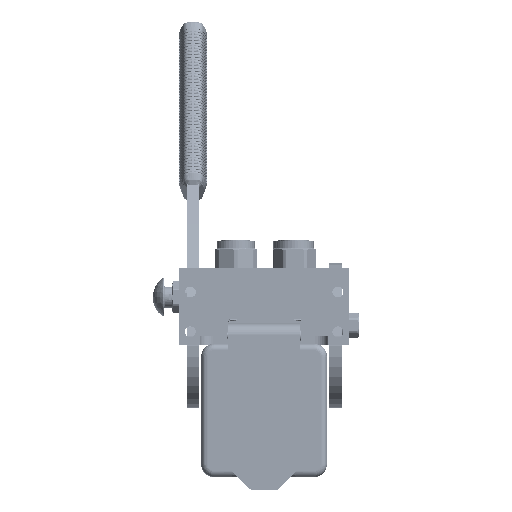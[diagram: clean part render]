
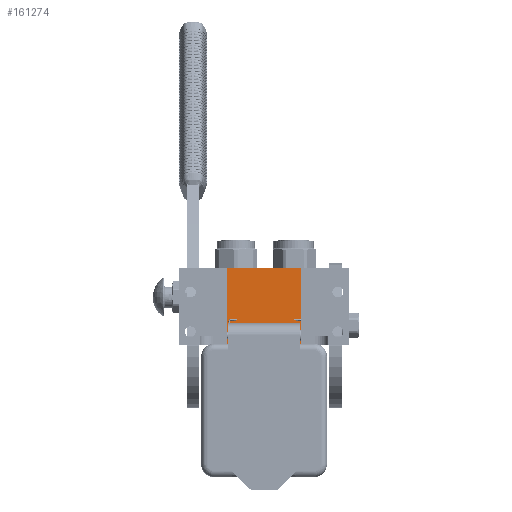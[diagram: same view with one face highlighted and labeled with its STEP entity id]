
A CAD part, left-side view. The second image highlights one B-rep face of the part: STEP entity #161274.
In plain terms, the highlighted face is planar.
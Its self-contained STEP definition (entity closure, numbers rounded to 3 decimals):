
#2392 = LINE ( 'NONE', #51625, #162356 ) ;
#13286 = CARTESIAN_POINT ( 'NONE',  ( 29., 0., -107.5 ) ) ;
#15833 = DIRECTION ( 'NONE',  ( -1., 0., 0. ) ) ;
#18523 = CARTESIAN_POINT ( 'NONE',  ( -29., 60.2, -107.5 ) ) ;
#21930 = CARTESIAN_POINT ( 'NONE',  ( 29., 60.2, -107.5 ) ) ;
#21965 = ORIENTED_EDGE ( 'NONE', *, *, #84499, .T. ) ;
#22967 = CARTESIAN_POINT ( 'NONE',  ( -29., 0., -107.5 ) ) ;
#30800 = FACE_OUTER_BOUND ( 'NONE', #76348, .T. ) ;
#51512 = LINE ( 'NONE', #107415, #154619 ) ;
#51625 = CARTESIAN_POINT ( 'NONE',  ( 29., 0., -107.5 ) ) ;
#52307 = CARTESIAN_POINT ( 'NONE',  ( 29., 60.2, -107.5 ) ) ;
#53106 = ORIENTED_EDGE ( 'NONE', *, *, #111884, .T. ) ;
#54875 = LINE ( 'NONE', #13286, #61119 ) ;
#57641 = EDGE_CURVE ( 'NONE', #155704, #73543, #80677, .T. ) ;
#61119 = VECTOR ( 'NONE', #66237, 1000. ) ;
#65514 = VERTEX_POINT ( 'NONE', #22967 ) ;
#65858 = DIRECTION ( 'NONE',  ( -1., 0., 0. ) ) ;
#66237 = DIRECTION ( 'NONE',  ( 0., 1., 0. ) ) ;
#68279 = VERTEX_POINT ( 'NONE', #134622 ) ;
#73543 = VERTEX_POINT ( 'NONE', #18523 ) ;
#76348 = EDGE_LOOP ( 'NONE', ( #53106, #87982, #172345, #21965 ) ) ;
#80677 = LINE ( 'NONE', #52307, #156419 ) ;
#84102 = CARTESIAN_POINT ( 'NONE',  ( 29., 0., -107.5 ) ) ;
#84499 = EDGE_CURVE ( 'NONE', #68279, #65514, #2392, .T. ) ;
#87982 = ORIENTED_EDGE ( 'NONE', *, *, #57641, .F. ) ;
#107415 = CARTESIAN_POINT ( 'NONE',  ( -29., 0., -107.5 ) ) ;
#111884 = EDGE_CURVE ( 'NONE', #65514, #73543, #51512, .T. ) ;
#121102 = EDGE_CURVE ( 'NONE', #68279, #155704, #54875, .T. ) ;
#126773 = AXIS2_PLACEMENT_3D ( 'NONE', #84102, #164567, #15833 ) ;
#134420 = DIRECTION ( 'NONE',  ( 0., 1., 0. ) ) ;
#134622 = CARTESIAN_POINT ( 'NONE',  ( 29., 0., -107.5 ) ) ;
#137623 = PLANE ( 'NONE',  #126773 ) ;
#145791 = DIRECTION ( 'NONE',  ( -1., 0., 0. ) ) ;
#154619 = VECTOR ( 'NONE', #134420, 1000. ) ;
#155704 = VERTEX_POINT ( 'NONE', #21930 ) ;
#156419 = VECTOR ( 'NONE', #65858, 1000. ) ;
#161274 = ADVANCED_FACE ( 'NONE', ( #30800 ), #137623, .T. ) ;
#162356 = VECTOR ( 'NONE', #145791, 1000. ) ;
#164567 = DIRECTION ( 'NONE',  ( 0., 0., -1. ) ) ;
#172345 = ORIENTED_EDGE ( 'NONE', *, *, #121102, .F. ) ;
